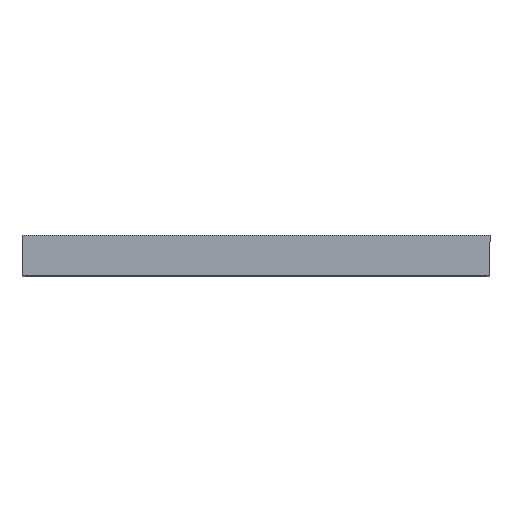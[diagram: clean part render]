
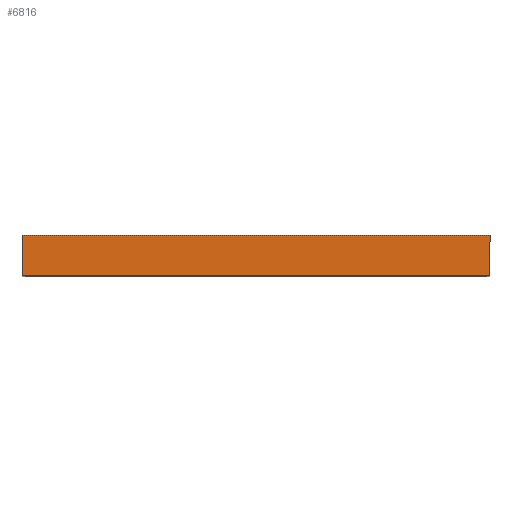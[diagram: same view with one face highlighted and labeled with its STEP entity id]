
A CAD part, top view. The second image highlights one B-rep face of the part: STEP entity #6816.
In plain terms, the highlighted planar face has unit normal (0, 0, 1).
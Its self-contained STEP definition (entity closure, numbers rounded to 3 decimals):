
#453 = VERTEX_POINT ( 'NONE', #12446 ) ;
#561 = EDGE_CURVE ( 'NONE', #15426, #14761, #2979, .T. ) ;
#633 = CARTESIAN_POINT ( 'NONE',  ( 0., 12.5, 0. ) ) ;
#710 = CARTESIAN_POINT ( 'NONE',  ( 0., 12.5, 0. ) ) ;
#1077 = VECTOR ( 'NONE', #2665, 1000. ) ;
#1823 = DIRECTION ( 'NONE',  ( 0., -1., 0. ) ) ;
#2046 = ORIENTED_EDGE ( 'NONE', *, *, #561, .F. ) ;
#2305 = DIRECTION ( 'NONE',  ( 0., 0., -1. ) ) ;
#2665 = DIRECTION ( 'NONE',  ( -1., 0., 0. ) ) ;
#2979 = B_SPLINE_CURVE_WITH_KNOTS ( 'NONE', 3,
 ( #5620, #10370, #15152, #710 ),
 .UNSPECIFIED., .F., .F.,
 ( 4, 4 ),
 ( 0., 1. ),
 .UNSPECIFIED. ) ;
#3387 = EDGE_CURVE ( 'NONE', #6659, #14761, #9196, .T. ) ;
#3688 = LINE ( 'NONE', #12394, #11150 ) ;
#5211 = EDGE_CURVE ( 'NONE', #453, #15426, #12066, .T. ) ;
#5273 = EDGE_CURVE ( 'NONE', #6659, #453, #3688, .T. ) ;
#5574 = DIRECTION ( 'NONE',  ( -1., 0., 0. ) ) ;
#5620 = CARTESIAN_POINT ( 'NONE',  ( 0., -12.5, 0. ) ) ;
#6524 = CARTESIAN_POINT ( 'NONE',  ( 290., 12.5, 0. ) ) ;
#6659 = VERTEX_POINT ( 'NONE', #6524 ) ;
#6816 = ADVANCED_FACE ( 'NONE', ( #14881 ), #12821, .F. ) ;
#8614 = CARTESIAN_POINT ( 'NONE',  ( 290., -12.5, 0. ) ) ;
#9196 = LINE ( 'NONE', #12546, #14031 ) ;
#10140 = ORIENTED_EDGE ( 'NONE', *, *, #5211, .F. ) ;
#10370 = CARTESIAN_POINT ( 'NONE',  ( 0., -4.167, 0. ) ) ;
#10599 = EDGE_LOOP ( 'NONE', ( #10993, #2046, #10140, #15116 ) ) ;
#10993 = ORIENTED_EDGE ( 'NONE', *, *, #3387, .T. ) ;
#11010 = AXIS2_PLACEMENT_3D ( 'NONE', #14032, #2305, #14196 ) ;
#11150 = VECTOR ( 'NONE', #1823, 1000. ) ;
#12066 = LINE ( 'NONE', #8614, #1077 ) ;
#12394 = CARTESIAN_POINT ( 'NONE',  ( 290., 12.5, 0. ) ) ;
#12446 = CARTESIAN_POINT ( 'NONE',  ( 290., -12.5, 0. ) ) ;
#12546 = CARTESIAN_POINT ( 'NONE',  ( 290., 12.5, 0. ) ) ;
#12821 = PLANE ( 'NONE',  #11010 ) ;
#13622 = CARTESIAN_POINT ( 'NONE',  ( 0., -12.5, 0. ) ) ;
#14031 = VECTOR ( 'NONE', #5574, 1000. ) ;
#14032 = CARTESIAN_POINT ( 'NONE',  ( 290., 12.5, 0. ) ) ;
#14196 = DIRECTION ( 'NONE',  ( 0., 1., 0. ) ) ;
#14761 = VERTEX_POINT ( 'NONE', #633 ) ;
#14881 = FACE_OUTER_BOUND ( 'NONE', #10599, .T. ) ;
#15116 = ORIENTED_EDGE ( 'NONE', *, *, #5273, .F. ) ;
#15152 = CARTESIAN_POINT ( 'NONE',  ( 0., 4.167, 0. ) ) ;
#15426 = VERTEX_POINT ( 'NONE', #13622 ) ;
